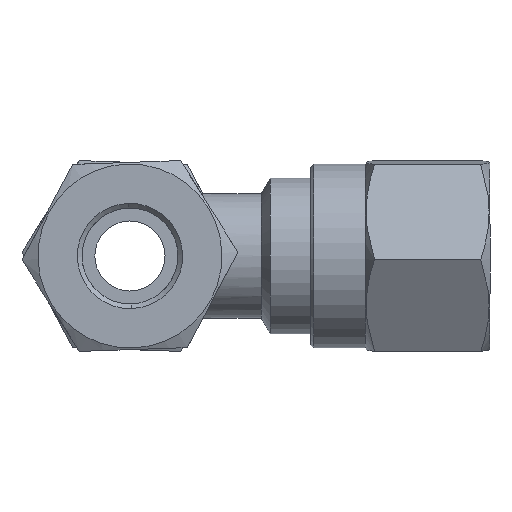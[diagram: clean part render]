
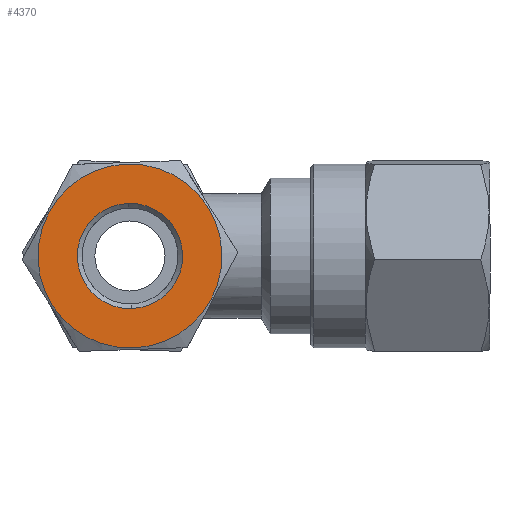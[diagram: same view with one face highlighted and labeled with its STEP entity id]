
A CAD part, left-side view. The second image highlights one B-rep face of the part: STEP entity #4370.
In plain terms, the highlighted planar face has unit normal (-1, 0, 0).
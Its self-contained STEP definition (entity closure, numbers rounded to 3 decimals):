
#444 = EDGE_CURVE ( 'NONE', #3229, #3230, #2757, .T. ) ;
#446 = EDGE_CURVE ( 'NONE', #3233, #3232, #2749, .T. ) ;
#1195 = ORIENTED_EDGE ( 'NONE', *, *, #2285, .T. ) ;
#1196 = ORIENTED_EDGE ( 'NONE', *, *, #444, .T. ) ;
#1456 = CARTESIAN_POINT ( 'NONE',  ( -23.089, -0.119, -3.373 ) ) ;
#1457 = CARTESIAN_POINT ( 'NONE',  ( -23.089, 0.119, 3.373 ) ) ;
#1459 = CARTESIAN_POINT ( 'NONE',  ( -23.089, 0.208, 5.896 ) ) ;
#1460 = CARTESIAN_POINT ( 'NONE',  ( -23.089, -0.208, -5.896 ) ) ;
#1820 = DIRECTION ( 'NONE',  ( 0., -0.035, -0.999 ) ) ;
#1825 = DIRECTION ( 'NONE',  ( 1., 0., 0. ) ) ;
#1830 = CARTESIAN_POINT ( 'NONE',  ( -23.089, 0., 0. ) ) ;
#1845 = DIRECTION ( 'NONE',  ( 0., 0.035, 0.999 ) ) ;
#1846 = DIRECTION ( 'NONE',  ( -1., 0., 0. ) ) ;
#1847 = CARTESIAN_POINT ( 'NONE',  ( -23.089, 0., 0. ) ) ;
#2285 = EDGE_CURVE ( 'NONE', #3230, #3229, #3675, .T. ) ;
#2289 = EDGE_CURVE ( 'NONE', #3232, #3233, #3636, .T. ) ;
#2747 = AXIS2_PLACEMENT_3D ( 'NONE', #2905, #2904, #2903 ) ;
#2749 = CIRCLE ( 'NONE', #2747, 3.375 ) ;
#2757 = CIRCLE ( 'NONE', #2763, 5.9 ) ;
#2763 = AXIS2_PLACEMENT_3D ( 'NONE', #2918, #2917, #2916 ) ;
#2903 = DIRECTION ( 'NONE',  ( 0., -0.035, -0.999 ) ) ;
#2904 = DIRECTION ( 'NONE',  ( 1., 0., 0. ) ) ;
#2905 = CARTESIAN_POINT ( 'NONE',  ( -23.089, 0., 0. ) ) ;
#2916 = DIRECTION ( 'NONE',  ( 0., 0.035, 0.999 ) ) ;
#2917 = DIRECTION ( 'NONE',  ( -1., 0., 0. ) ) ;
#2918 = CARTESIAN_POINT ( 'NONE',  ( -23.089, 0., 0. ) ) ;
#3229 = VERTEX_POINT ( 'NONE', #1460 ) ;
#3230 = VERTEX_POINT ( 'NONE', #1459 ) ;
#3232 = VERTEX_POINT ( 'NONE', #1457 ) ;
#3233 = VERTEX_POINT ( 'NONE', #1456 ) ;
#3423 = PLANE ( 'NONE',  #3716 ) ;
#3424 = CARTESIAN_POINT ( 'NONE',  ( -23.089, 5.896, -0.208 ) ) ;
#3425 = DIRECTION ( 'NONE',  ( 1., 0., 0. ) ) ;
#3426 = DIRECTION ( 'NONE',  ( 0., -0.035, -0.999 ) ) ;
#3631 = AXIS2_PLACEMENT_3D ( 'NONE', #1847, #1846, #1845 ) ;
#3636 = CIRCLE ( 'NONE', #3649, 3.375 ) ;
#3649 = AXIS2_PLACEMENT_3D ( 'NONE', #1830, #1825, #1820 ) ;
#3675 = CIRCLE ( 'NONE', #3631, 5.9 ) ;
#3716 = AXIS2_PLACEMENT_3D ( 'NONE', #3424, #3425, #3426 ) ;
#3996 = ORIENTED_EDGE ( 'NONE', *, *, #2289, .T. ) ;
#3997 = ORIENTED_EDGE ( 'NONE', *, *, #446, .T. ) ;
#4004 = EDGE_LOOP ( 'NONE', ( #1196, #1195 ) ) ;
#4005 = EDGE_LOOP ( 'NONE', ( #3996, #3997 ) ) ;
#4370 = ADVANCED_FACE ( 'NONE', ( #5055, #5056 ), #3423, .F. ) ;
#5055 = FACE_BOUND ( 'NONE', #4005, .T. ) ;
#5056 = FACE_OUTER_BOUND ( 'NONE', #4004, .T. ) ;
